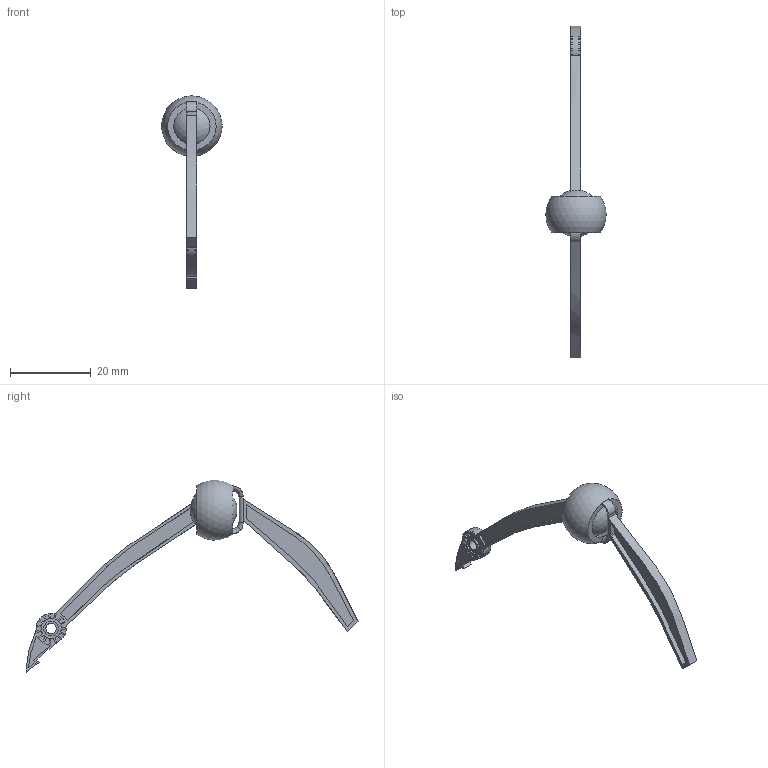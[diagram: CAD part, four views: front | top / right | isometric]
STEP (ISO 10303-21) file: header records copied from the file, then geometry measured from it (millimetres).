
FILE_DESCRIPTION(/* description */ ('STEP AP214'),/* implementation_level */ '2;1');
FILE_NAME(/* name */ 'SpiderLimb.step',/* time_stamp */ '2025-06-24T22:00:21-05:00',/* author */ (''),/* organization */ (''),/* preprocessor_version */ 'ST-DEVELOPER v20.1',/* originating_system */ 'Autodesk Translation Framework v14.10.0.0',/* authorisation */ '');
FILE_SCHEMA (('AUTOMOTIVE_DESIGN { 1 0 10303 214 3 1 1 }'));
Length unit declared in the file: millimetre
Products named in the file (3): Ball And Socket assembly; ball.step; Socket.step
Assembly tree (2 placements, depth 2):
  Ball And Socket assembly
    ball.step
    Socket.step
Bounding box: 14.95 x 82.3 x 47.67 mm (x, y, z)
Volume: 2172.5 mm3; surface area: 3155.4 mm2
Topology: 2 solids, 2 shells, 201 faces, 564 edges, 372 vertices
Faces by surface type: plane 128, cylinder 39, bspline 28, torus 4, sphere 2
Full cylindrical faces by diameter (mm): 2.601 x1, 3.696 x2
Entity records: 8614 total; most frequent: CARTESIAN_POINT 3532, ORIENTED_EDGE 1124, DIRECTION 941, EDGE_CURVE 562, LINE 379, VECTOR 379, VERTEX_POINT 372, AXIS2_PLACEMENT_3D 281
